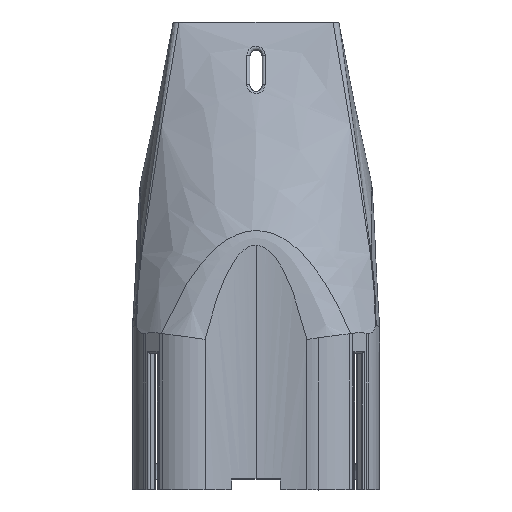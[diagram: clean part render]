
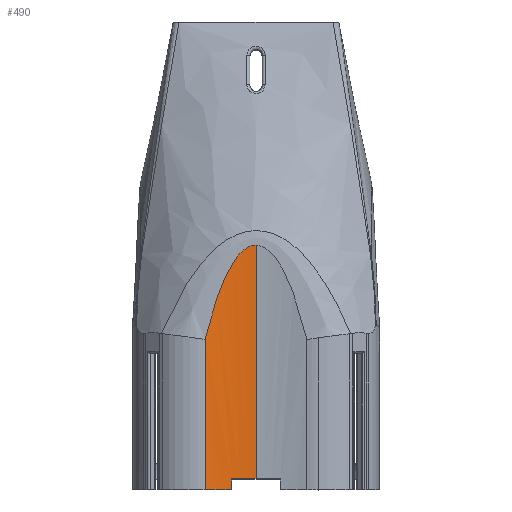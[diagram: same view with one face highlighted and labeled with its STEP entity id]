
A CAD part, top view. The second image highlights one B-rep face of the part: STEP entity #490.
In plain terms, the highlighted cylindrical face has radius 56.491 mm (diameter 112.982 mm), a partial arc.
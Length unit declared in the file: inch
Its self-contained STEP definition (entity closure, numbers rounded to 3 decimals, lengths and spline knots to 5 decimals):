
#23 = CARTESIAN_POINT ( 'NONE',  ( -0.28629, 2.24275, 1.21087 ) ) ;
#145 = FACE_OUTER_BOUND ( 'NONE', #13165, .T. ) ;
#490 = ADVANCED_FACE ( 'NONE', ( #145 ), #3367, .F. ) ;
#658 = EDGE_CURVE ( 'NONE', #7994, #12290, #3551, .T. ) ;
#1152 = CARTESIAN_POINT ( 'NONE',  ( -0.1494, 2.43895, 1.19734 ) ) ;
#1277 = CARTESIAN_POINT ( 'NONE',  ( -0.52233, 4.80006, 1.2546 ) ) ;
#1857 = EDGE_CURVE ( 'NONE', #7994, #9787, #9052, .T. ) ;
#2001 = CARTESIAN_POINT ( 'NONE',  ( 0., 2.50804, 1.19239 ) ) ;
#2126 = CARTESIAN_POINT ( 'NONE',  ( -0.31817, 2.17846, 1.21516 ) ) ;
#2196 = CARTESIAN_POINT ( 'NONE',  ( -0.38925, 2.0007, 1.22667 ) ) ;
#2315 = DIRECTION ( 'NONE',  ( 0., 0., -1. ) ) ;
#2578 = CARTESIAN_POINT ( 'NONE',  ( -0.25, 0., 1.20649 ) ) ;
#2784 = DIRECTION ( 'NONE',  ( 0., 1., 0. ) ) ;
#2897 = B_SPLINE_CURVE_WITH_KNOTS ( 'NONE', 3,
 ( #3112, #12805, #11744, #9789, #5210, #12741, #5423, #4297, #9513, #1152, #5493, #13787, #7620, #4162, #8467, #10694, #23, #2126, #10760, #12879, #2196, #11677, #9651, #6272, #7399, #9718 ),
 .UNSPECIFIED., .F., .F.,
 ( 4, 2, 2, 2, 2, 2, 2, 2, 2, 2, 2, 2, 4 ),
 ( 0.02923, 0.03014, 0.03105, 0.03196, 0.03287, 0.03469, 0.03651, 0.03833, 0.04015, 0.04378, 0.04742, 0.05106, 0.05834 ),
 .UNSPECIFIED. ) ;
#3112 = CARTESIAN_POINT ( 'NONE',  ( 0., 2.50804, 1.19239 ) ) ;
#3133 = CARTESIAN_POINT ( 'NONE',  ( 0., 0.11, 3.41645 ) ) ;
#3202 = AXIS2_PLACEMENT_3D ( 'NONE', #3133, #6573, #13738 ) ;
#3258 = VERTEX_POINT ( 'NONE', #13789 ) ;
#3367 = CYLINDRICAL_SURFACE ( 'NONE', #10172, 2.22406 ) ;
#3380 = ORIENTED_EDGE ( 'NONE', *, *, #658, .F. ) ;
#3551 = CIRCLE ( 'NONE', #5336, 2.22406 ) ;
#3674 = ORIENTED_EDGE ( 'NONE', *, *, #3824, .T. ) ;
#3824 = EDGE_CURVE ( 'NONE', #9787, #6286, #10393, .T. ) ;
#4162 = CARTESIAN_POINT ( 'NONE',  ( -0.23877, 2.3262, 1.20521 ) ) ;
#4297 = CARTESIAN_POINT ( 'NONE',  ( -0.1124, 2.46884, 1.19521 ) ) ;
#5210 = CARTESIAN_POINT ( 'NONE',  ( -0.05932, 2.49746, 1.19316 ) ) ;
#5228 = CARTESIAN_POINT ( 'NONE',  ( 0., 0.11, 1.19239 ) ) ;
#5336 = AXIS2_PLACEMENT_3D ( 'NONE', #7326, #8460, #10485 ) ;
#5388 = EDGE_CURVE ( 'NONE', #11709, #3258, #2897, .T. ) ;
#5423 = CARTESIAN_POINT ( 'NONE',  ( -0.09229, 2.48178, 1.19429 ) ) ;
#5493 = CARTESIAN_POINT ( 'NONE',  ( -0.16623, 2.42175, 1.19856 ) ) ;
#5750 = CARTESIAN_POINT ( 'NONE',  ( -0.25, 0.11, 1.20649 ) ) ;
#6272 = CARTESIAN_POINT ( 'NONE',  ( -0.47542, 1.72643, 1.24362 ) ) ;
#6286 = VERTEX_POINT ( 'NONE', #5228 ) ;
#6461 = LINE ( 'NONE', #1277, #8059 ) ;
#6573 = DIRECTION ( 'NONE',  ( 0., -1., 0. ) ) ;
#7121 = CARTESIAN_POINT ( 'NONE',  ( 0., 4.80006, 1.19239 ) ) ;
#7326 = CARTESIAN_POINT ( 'NONE',  ( 0., 0., 3.41645 ) ) ;
#7399 = CARTESIAN_POINT ( 'NONE',  ( -0.49979, 1.63364, 1.24915 ) ) ;
#7508 = ORIENTED_EDGE ( 'NONE', *, *, #12008, .F. ) ;
#7620 = CARTESIAN_POINT ( 'NONE',  ( -0.21185, 2.36592, 1.20246 ) ) ;
#7668 = CARTESIAN_POINT ( 'NONE',  ( 0., 4.80006, 3.41645 ) ) ;
#7994 = VERTEX_POINT ( 'NONE', #2578 ) ;
#8059 = VECTOR ( 'NONE', #9631, 39.37008 ) ;
#8454 = ORIENTED_EDGE ( 'NONE', *, *, #1857, .T. ) ;
#8460 = DIRECTION ( 'NONE',  ( 0., 1., 0. ) ) ;
#8467 = CARTESIAN_POINT ( 'NONE',  ( -0.25137, 2.30566, 1.20661 ) ) ;
#8590 = CARTESIAN_POINT ( 'NONE',  ( -0.52233, 0., 1.2546 ) ) ;
#9052 = LINE ( 'NONE', #13317, #10691 ) ;
#9513 = CARTESIAN_POINT ( 'NONE',  ( -0.12194, 2.46174, 1.19572 ) ) ;
#9631 = DIRECTION ( 'NONE',  ( 0., -1., 0. ) ) ;
#9651 = CARTESIAN_POINT ( 'NONE',  ( -0.43447, 1.86422, 1.2352 ) ) ;
#9718 = CARTESIAN_POINT ( 'NONE',  ( -0.52233, 1.54042, 1.2546 ) ) ;
#9787 = VERTEX_POINT ( 'NONE', #5750 ) ;
#9789 = CARTESIAN_POINT ( 'NONE',  ( -0.0477, 2.50138, 1.19287 ) ) ;
#10172 = AXIS2_PLACEMENT_3D ( 'NONE', #7668, #11933, #2315 ) ;
#10393 = CIRCLE ( 'NONE', #3202, 2.22406 ) ;
#10485 = DIRECTION ( 'NONE',  ( 0., 0., 1. ) ) ;
#10663 = EDGE_CURVE ( 'NONE', #3258, #12290, #6461, .T. ) ;
#10691 = VECTOR ( 'NONE', #2784, 39.37008 ) ;
#10694 = CARTESIAN_POINT ( 'NONE',  ( -0.27513, 2.26393, 1.20944 ) ) ;
#10760 = CARTESIAN_POINT ( 'NONE',  ( -0.33728, 2.13464, 1.21804 ) ) ;
#11400 = LINE ( 'NONE', #7121, #12447 ) ;
#11464 = DIRECTION ( 'NONE',  ( 0., -1., 0. ) ) ;
#11677 = CARTESIAN_POINT ( 'NONE',  ( -0.42007, 1.90992, 1.23237 ) ) ;
#11709 = VERTEX_POINT ( 'NONE', #2001 ) ;
#11744 = CARTESIAN_POINT ( 'NONE',  ( -0.02418, 2.50664, 1.19249 ) ) ;
#11933 = DIRECTION ( 'NONE',  ( 0., -1., 0. ) ) ;
#12008 = EDGE_CURVE ( 'NONE', #11709, #6286, #11400, .T. ) ;
#12055 = ORIENTED_EDGE ( 'NONE', *, *, #5388, .T. ) ;
#12290 = VERTEX_POINT ( 'NONE', #8590 ) ;
#12447 = VECTOR ( 'NONE', #11464, 39.37008 ) ;
#12741 = CARTESIAN_POINT ( 'NONE',  ( -0.08164, 2.48764, 1.19386 ) ) ;
#12805 = CARTESIAN_POINT ( 'NONE',  ( -0.01221, 2.50804, 1.19239 ) ) ;
#12879 = CARTESIAN_POINT ( 'NONE',  ( -0.37283, 2.04579, 1.22379 ) ) ;
#13165 = EDGE_LOOP ( 'NONE', ( #7508, #12055, #13686, #3380, #8454, #3674 ) ) ;
#13317 = CARTESIAN_POINT ( 'NONE',  ( -0.25, 4.80006, 1.20649 ) ) ;
#13686 = ORIENTED_EDGE ( 'NONE', *, *, #10663, .T. ) ;
#13738 = DIRECTION ( 'NONE',  ( 0., 0., 1. ) ) ;
#13787 = CARTESIAN_POINT ( 'NONE',  ( -0.19751, 2.38516, 1.20113 ) ) ;
#13789 = CARTESIAN_POINT ( 'NONE',  ( -0.52233, 1.54042, 1.2546 ) ) ;
